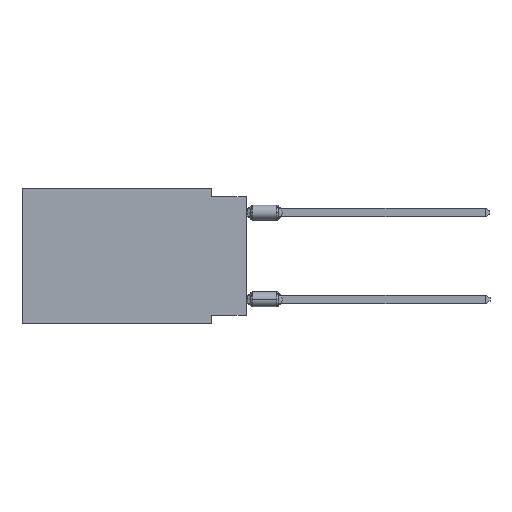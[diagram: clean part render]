
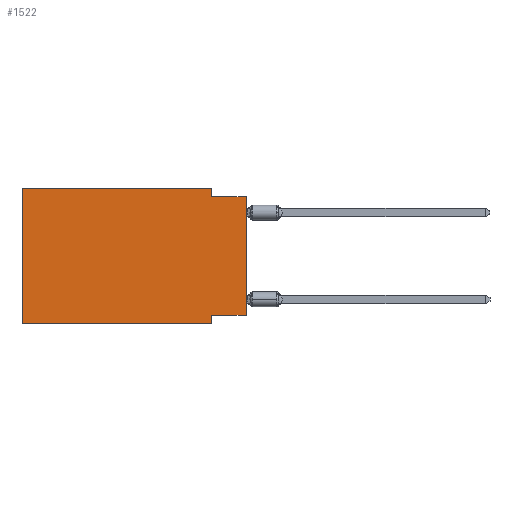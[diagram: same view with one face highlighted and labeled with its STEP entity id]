
A CAD part, left-side view. The second image highlights one B-rep face of the part: STEP entity #1522.
In plain terms, the highlighted planar face has unit normal (-1, 0, 0).
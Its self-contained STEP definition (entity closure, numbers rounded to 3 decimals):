
#129 = LINE ( 'NONE', #6511, #9780 ) ;
#208 = ORIENTED_EDGE ( 'NONE', *, *, #8500, .T. ) ;
#285 = LINE ( 'NONE', #13727, #13043 ) ;
#418 = DIRECTION ( 'NONE',  ( 0., 0., -1. ) ) ;
#440 = CARTESIAN_POINT ( 'NONE',  ( 0., 0., -9.271 ) ) ;
#550 = VECTOR ( 'NONE', #13013, 1000. ) ;
#1142 = CARTESIAN_POINT ( 'NONE',  ( 0., 16.383, 0. ) ) ;
#1259 = VECTOR ( 'NONE', #11465, 1000. ) ;
#1373 = ORIENTED_EDGE ( 'NONE', *, *, #5499, .F. ) ;
#1522 = ADVANCED_FACE ( 'NONE', ( #13350 ), #11097, .F. ) ;
#1604 = DIRECTION ( 'NONE',  ( 0., 1., 0. ) ) ;
#1899 = VECTOR ( 'NONE', #11243, 1000. ) ;
#2008 = CARTESIAN_POINT ( 'NONE',  ( 0., 2.54, -0.635 ) ) ;
#2087 = CARTESIAN_POINT ( 'NONE',  ( 0., 0., -0.635 ) ) ;
#2226 = CARTESIAN_POINT ( 'NONE',  ( 0., 0., 0. ) ) ;
#2272 = ORIENTED_EDGE ( 'NONE', *, *, #6332, .F. ) ;
#2530 = LINE ( 'NONE', #7944, #1899 ) ;
#2787 = CARTESIAN_POINT ( 'NONE',  ( 0., 16.383, 0. ) ) ;
#2921 = EDGE_LOOP ( 'NONE', ( #12019, #8692, #7442, #1373, #11452, #208, #10466, #2272 ) ) ;
#3161 = EDGE_CURVE ( 'NONE', #6258, #6900, #12077, .T. ) ;
#3458 = DIRECTION ( 'NONE',  ( 0., 0., 1. ) ) ;
#3483 = CARTESIAN_POINT ( 'NONE',  ( 0., 2.54, 0. ) ) ;
#3520 = CARTESIAN_POINT ( 'NONE',  ( 0., 2.54, 0. ) ) ;
#3744 = LINE ( 'NONE', #8163, #1259 ) ;
#4014 = VERTEX_POINT ( 'NONE', #14291 ) ;
#4462 = DIRECTION ( 'NONE',  ( 0., 0., -1. ) ) ;
#4786 = LINE ( 'NONE', #440, #9536 ) ;
#5481 = EDGE_CURVE ( 'NONE', #9563, #9093, #7078, .T. ) ;
#5499 = EDGE_CURVE ( 'NONE', #8402, #9563, #2530, .T. ) ;
#5564 = DIRECTION ( 'NONE',  ( 1., 0., 0. ) ) ;
#6195 = VERTEX_POINT ( 'NONE', #12208 ) ;
#6258 = VERTEX_POINT ( 'NONE', #12433 ) ;
#6288 = VECTOR ( 'NONE', #418, 1000. ) ;
#6290 = EDGE_CURVE ( 'NONE', #6195, #7912, #285, .T. ) ;
#6332 = EDGE_CURVE ( 'NONE', #6258, #6195, #4786, .T. ) ;
#6511 = CARTESIAN_POINT ( 'NONE',  ( 0., 16.383, 0. ) ) ;
#6530 = EDGE_CURVE ( 'NONE', #4014, #8402, #129, .T. ) ;
#6635 = LINE ( 'NONE', #10848, #12455 ) ;
#6900 = VERTEX_POINT ( 'NONE', #2087 ) ;
#7078 = LINE ( 'NONE', #3520, #6288 ) ;
#7442 = ORIENTED_EDGE ( 'NONE', *, *, #5481, .F. ) ;
#7912 = VERTEX_POINT ( 'NONE', #8309 ) ;
#7944 = CARTESIAN_POINT ( 'NONE',  ( 0., 16.383, 0. ) ) ;
#8163 = CARTESIAN_POINT ( 'NONE',  ( 0., 0., -0.635 ) ) ;
#8309 = CARTESIAN_POINT ( 'NONE',  ( 0., 2.54, -9.906 ) ) ;
#8402 = VERTEX_POINT ( 'NONE', #2787 ) ;
#8500 = EDGE_CURVE ( 'NONE', #4014, #7912, #6635, .T. ) ;
#8692 = ORIENTED_EDGE ( 'NONE', *, *, #11834, .F. ) ;
#9093 = VERTEX_POINT ( 'NONE', #2008 ) ;
#9536 = VECTOR ( 'NONE', #1604, 1000. ) ;
#9563 = VERTEX_POINT ( 'NONE', #3483 ) ;
#9780 = VECTOR ( 'NONE', #3458, 1000. ) ;
#9823 = DIRECTION ( 'NONE',  ( 0., -1., 0. ) ) ;
#10466 = ORIENTED_EDGE ( 'NONE', *, *, #6290, .F. ) ;
#10848 = CARTESIAN_POINT ( 'NONE',  ( 0., 16.383, -9.906 ) ) ;
#11097 = PLANE ( 'NONE',  #13042 ) ;
#11243 = DIRECTION ( 'NONE',  ( 0., -1., 0. ) ) ;
#11452 = ORIENTED_EDGE ( 'NONE', *, *, #6530, .F. ) ;
#11465 = DIRECTION ( 'NONE',  ( 0., -1., 0. ) ) ;
#11834 = EDGE_CURVE ( 'NONE', #9093, #6900, #3744, .T. ) ;
#12019 = ORIENTED_EDGE ( 'NONE', *, *, #3161, .T. ) ;
#12077 = LINE ( 'NONE', #2226, #550 ) ;
#12208 = CARTESIAN_POINT ( 'NONE',  ( 0., 2.54, -9.271 ) ) ;
#12433 = CARTESIAN_POINT ( 'NONE',  ( 0., 0., -9.271 ) ) ;
#12455 = VECTOR ( 'NONE', #9823, 1000. ) ;
#12500 = DIRECTION ( 'NONE',  ( 0., 0., -1. ) ) ;
#13013 = DIRECTION ( 'NONE',  ( 0., 0., 1. ) ) ;
#13042 = AXIS2_PLACEMENT_3D ( 'NONE', #1142, #5564, #4462 ) ;
#13043 = VECTOR ( 'NONE', #12500, 1000. ) ;
#13350 = FACE_OUTER_BOUND ( 'NONE', #2921, .T. ) ;
#13727 = CARTESIAN_POINT ( 'NONE',  ( 0., 2.54, -9.906 ) ) ;
#14291 = CARTESIAN_POINT ( 'NONE',  ( 0., 16.383, -9.906 ) ) ;
